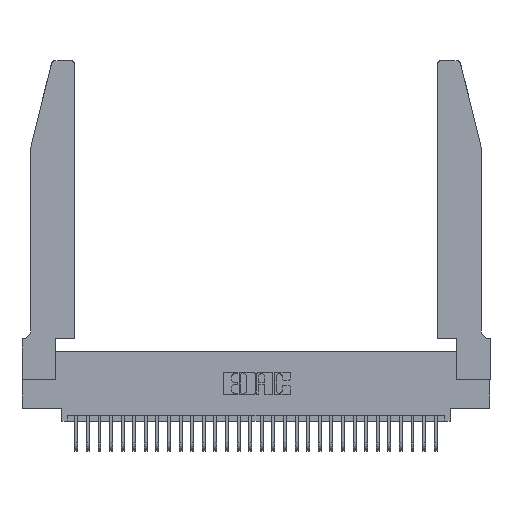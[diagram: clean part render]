
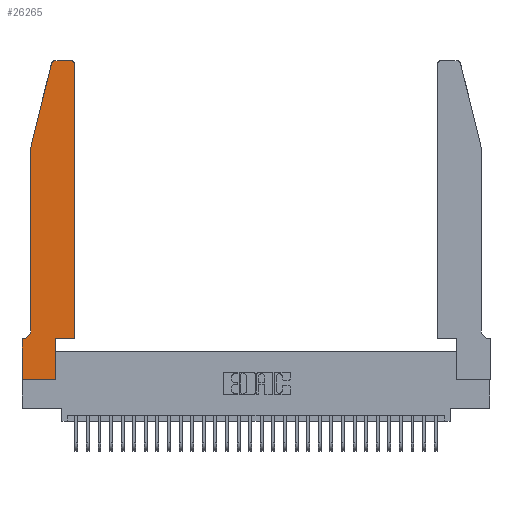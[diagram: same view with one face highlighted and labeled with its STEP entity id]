
A CAD part, top view. The second image highlights one B-rep face of the part: STEP entity #26265.
In plain terms, the highlighted planar face has unit normal (0, 0, 1).
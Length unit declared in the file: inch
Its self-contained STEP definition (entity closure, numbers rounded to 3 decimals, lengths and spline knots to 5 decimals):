
#195 = DIRECTION ( 'NONE',  ( -0.239, -0.971, 0. ) ) ;
#691 = CARTESIAN_POINT ( 'NONE',  ( 0.4205, 2.72, 0.37 ) ) ;
#736 = ORIENTED_EDGE ( 'NONE', *, *, #16211, .T. ) ;
#1144 = ORIENTED_EDGE ( 'NONE', *, *, #20755, .T. ) ;
#1533 = AXIS2_PLACEMENT_3D ( 'NONE', #691, #17182, #3073 ) ;
#2172 = ORIENTED_EDGE ( 'NONE', *, *, #5246, .T. ) ;
#2254 = CARTESIAN_POINT ( 'NONE',  ( 0.2865, 0.35, 0.37 ) ) ;
#3073 = DIRECTION ( 'NONE',  ( 1., 0., 0. ) ) ;
#3360 = VECTOR ( 'NONE', #7745, 39.37008 ) ;
#3677 = ORIENTED_EDGE ( 'NONE', *, *, #28166, .T. ) ;
#3966 = CARTESIAN_POINT ( 'NONE',  ( 0.284, 2.72, 0.37 ) ) ;
#4108 = LINE ( 'NONE', #19405, #3360 ) ;
#4701 = VERTEX_POINT ( 'NONE', #21625 ) ;
#4714 = ORIENTED_EDGE ( 'NONE', *, *, #8125, .T. ) ;
#4846 = ORIENTED_EDGE ( 'NONE', *, *, #10869, .T. ) ;
#5036 = EDGE_CURVE ( 'NONE', #10385, #19156, #21793, .T. ) ;
#5194 = VECTOR ( 'NONE', #195, 39.37008 ) ;
#5246 = EDGE_CURVE ( 'NONE', #19063, #4701, #4108, .T. ) ;
#5384 = ORIENTED_EDGE ( 'NONE', *, *, #27896, .T. ) ;
#5559 = AXIS2_PLACEMENT_3D ( 'NONE', #24720, #29419, #15422 ) ;
#5664 = EDGE_CURVE ( 'NONE', #18074, #18832, #7707, .T. ) ;
#5689 = DIRECTION ( 'NONE',  ( -1., 0., 0. ) ) ;
#5711 = EDGE_CURVE ( 'NONE', #18832, #29167, #6240, .T. ) ;
#5867 = ORIENTED_EDGE ( 'NONE', *, *, #5036, .T. ) ;
#5945 = CARTESIAN_POINT ( 'NONE',  ( 0.4205, 2.75, 0.37 ) ) ;
#6012 = VERTEX_POINT ( 'NONE', #5945 ) ;
#6210 = CARTESIAN_POINT ( 'NONE',  ( 0.2865, 0., 0.37 ) ) ;
#6240 = LINE ( 'NONE', #16330, #30388 ) ;
#6381 = DIRECTION ( 'NONE',  ( 1., 0., 0. ) ) ;
#7377 = CIRCLE ( 'NONE', #1533, 0.03 ) ;
#7640 = VECTOR ( 'NONE', #14442, 39.37008 ) ;
#7707 = LINE ( 'NONE', #13861, #13935 ) ;
#7745 = DIRECTION ( 'NONE',  ( 0., -1., 0. ) ) ;
#7871 = CARTESIAN_POINT ( 'NONE',  ( 0.0755, 2., 0.37 ) ) ;
#8125 = EDGE_CURVE ( 'NONE', #13597, #17672, #27341, .T. ) ;
#8694 = VECTOR ( 'NONE', #5689, 39.37008 ) ;
#9219 = DIRECTION ( 'NONE',  ( 0., 0., -1. ) ) ;
#9258 = ORIENTED_EDGE ( 'NONE', *, *, #5711, .T. ) ;
#9640 = LINE ( 'NONE', #10570, #26846 ) ;
#10057 = VECTOR ( 'NONE', #27606, 39.37008 ) ;
#10258 = CARTESIAN_POINT ( 'NONE',  ( 0.284, 2.75, 0.37 ) ) ;
#10385 = VERTEX_POINT ( 'NONE', #25286 ) ;
#10569 = CARTESIAN_POINT ( 'NONE',  ( 0.25487, 2.72718, 0.37 ) ) ;
#10570 = CARTESIAN_POINT ( 'NONE',  ( 0., 0., 0.37 ) ) ;
#10869 = EDGE_CURVE ( 'NONE', #17672, #10385, #9640, .T. ) ;
#11057 = CIRCLE ( 'NONE', #27941, 0.07 ) ;
#11356 = EDGE_CURVE ( 'NONE', #29167, #6012, #7377, .T. ) ;
#13182 = AXIS2_PLACEMENT_3D ( 'NONE', #3966, #20456, #6381 ) ;
#13588 = CARTESIAN_POINT ( 'NONE',  ( 0., 0., 0.37 ) ) ;
#13597 = VERTEX_POINT ( 'NONE', #22696 ) ;
#13861 = CARTESIAN_POINT ( 'NONE',  ( 0.4505, 0.35, 0.37 ) ) ;
#13935 = VECTOR ( 'NONE', #18580, 39.37008 ) ;
#14109 = CARTESIAN_POINT ( 'NONE',  ( 0.4505, 0.35, 0.37 ) ) ;
#14442 = DIRECTION ( 'NONE',  ( -1., 0., 0. ) ) ;
#14919 = CARTESIAN_POINT ( 'NONE',  ( 0.2865, 0.35, 0.37 ) ) ;
#15112 = FACE_OUTER_BOUND ( 'NONE', #27230, .T. ) ;
#15272 = DIRECTION ( 'NONE',  ( 0., -1., 0. ) ) ;
#15422 = DIRECTION ( 'NONE',  ( 1., 0., 0. ) ) ;
#16211 = EDGE_CURVE ( 'NONE', #4701, #13597, #11057, .T. ) ;
#16330 = CARTESIAN_POINT ( 'NONE',  ( 0.4505, 0.35, 0.37 ) ) ;
#16455 = CIRCLE ( 'NONE', #13182, 0.03 ) ;
#16777 = CARTESIAN_POINT ( 'NONE',  ( 0.0755, 2., 0.37 ) ) ;
#17182 = DIRECTION ( 'NONE',  ( 0., 0., 1. ) ) ;
#17672 = VERTEX_POINT ( 'NONE', #24249 ) ;
#17702 = VERTEX_POINT ( 'NONE', #10258 ) ;
#17759 = VERTEX_POINT ( 'NONE', #10569 ) ;
#18074 = VERTEX_POINT ( 'NONE', #2254 ) ;
#18580 = DIRECTION ( 'NONE',  ( 1., 0., 0. ) ) ;
#18832 = VERTEX_POINT ( 'NONE', #14109 ) ;
#19063 = VERTEX_POINT ( 'NONE', #7871 ) ;
#19071 = LINE ( 'NONE', #14919, #24559 ) ;
#19156 = VERTEX_POINT ( 'NONE', #6210 ) ;
#19405 = CARTESIAN_POINT ( 'NONE',  ( 0.0755, 2., 0.37 ) ) ;
#20046 = PLANE ( 'NONE',  #5559 ) ;
#20456 = DIRECTION ( 'NONE',  ( 0., 0., 1. ) ) ;
#20755 = EDGE_CURVE ( 'NONE', #17759, #19063, #29386, .T. ) ;
#21625 = CARTESIAN_POINT ( 'NONE',  ( 0.0755, 0.42, 0.37 ) ) ;
#21793 = LINE ( 'NONE', #13588, #10057 ) ;
#22696 = CARTESIAN_POINT ( 'NONE',  ( 0.0055, 0.35, 0.37 ) ) ;
#23123 = ORIENTED_EDGE ( 'NONE', *, *, #5664, .T. ) ;
#23203 = CARTESIAN_POINT ( 'NONE',  ( 0.0055, 0.42, 0.37 ) ) ;
#23468 = ORIENTED_EDGE ( 'NONE', *, *, #27103, .T. ) ;
#24249 = CARTESIAN_POINT ( 'NONE',  ( 0., 0.35, 0.37 ) ) ;
#24559 = VECTOR ( 'NONE', #28920, 39.37008 ) ;
#24720 = CARTESIAN_POINT ( 'NONE',  ( 0., 0.35, 0.37 ) ) ;
#25286 = CARTESIAN_POINT ( 'NONE',  ( 0., 0., 0.37 ) ) ;
#25546 = DIRECTION ( 'NONE',  ( -1., 0., 0. ) ) ;
#25708 = DIRECTION ( 'NONE',  ( 0., 1., 0. ) ) ;
#26091 = CARTESIAN_POINT ( 'NONE',  ( 0.2605, 2.75, 0.37 ) ) ;
#26265 = ADVANCED_FACE ( 'NONE', ( #15112 ), #20046, .T. ) ;
#26846 = VECTOR ( 'NONE', #15272, 39.37008 ) ;
#27059 = LINE ( 'NONE', #26091, #7640 ) ;
#27093 = CARTESIAN_POINT ( 'NONE',  ( 0.0755, 0.35, 0.37 ) ) ;
#27103 = EDGE_CURVE ( 'NONE', #19156, #18074, #19071, .T. ) ;
#27230 = EDGE_LOOP ( 'NONE', ( #3677, #5384, #1144, #2172, #736, #4714, #4846, #5867, #23468, #23123, #9258, #27557 ) ) ;
#27341 = LINE ( 'NONE', #27093, #8694 ) ;
#27398 = CARTESIAN_POINT ( 'NONE',  ( 0.4505, 2.72, 0.37 ) ) ;
#27557 = ORIENTED_EDGE ( 'NONE', *, *, #11356, .T. ) ;
#27606 = DIRECTION ( 'NONE',  ( 1., 0., 0. ) ) ;
#27896 = EDGE_CURVE ( 'NONE', #17702, #17759, #16455, .T. ) ;
#27941 = AXIS2_PLACEMENT_3D ( 'NONE', #23203, #9219, #25546 ) ;
#28166 = EDGE_CURVE ( 'NONE', #6012, #17702, #27059, .T. ) ;
#28920 = DIRECTION ( 'NONE',  ( 0., 1., 0. ) ) ;
#29167 = VERTEX_POINT ( 'NONE', #27398 ) ;
#29386 = LINE ( 'NONE', #16777, #5194 ) ;
#29419 = DIRECTION ( 'NONE',  ( 0., 0., 1. ) ) ;
#30388 = VECTOR ( 'NONE', #25708, 39.37008 ) ;
